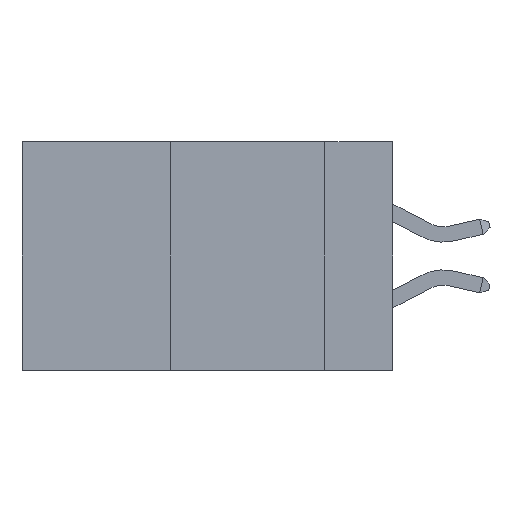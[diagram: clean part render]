
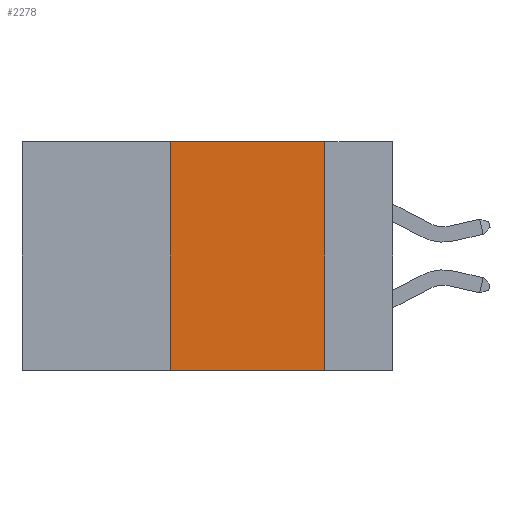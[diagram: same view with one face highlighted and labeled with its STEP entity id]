
A CAD part, left-side view. The second image highlights one B-rep face of the part: STEP entity #2278.
In plain terms, the highlighted planar face has unit normal (-1, 0, 0).
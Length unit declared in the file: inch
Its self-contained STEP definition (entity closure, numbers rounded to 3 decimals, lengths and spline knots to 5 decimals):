
#1877 = LINE ( 'NONE', #5184, #18330 ) ;
#2278 = ADVANCED_FACE ( 'NONE', ( #10826 ), #17498, .F. ) ;
#4737 = CARTESIAN_POINT ( 'NONE',  ( 0., 0.36, 0. ) ) ;
#5184 = CARTESIAN_POINT ( 'NONE',  ( 0., 0.6, -0.37 ) ) ;
#5934 = VECTOR ( 'NONE', #6634, 39.37008 ) ;
#6010 = AXIS2_PLACEMENT_3D ( 'NONE', #8101, #12951, #8172 ) ;
#6165 = LINE ( 'NONE', #4737, #5934 ) ;
#6634 = DIRECTION ( 'NONE',  ( 0., 0., 1. ) ) ;
#6894 = EDGE_CURVE ( 'NONE', #19376, #11385, #1877, .T. ) ;
#7729 = CARTESIAN_POINT ( 'NONE',  ( 0., 0.11, 0. ) ) ;
#8101 = CARTESIAN_POINT ( 'NONE',  ( 0., 0.6, 0. ) ) ;
#8172 = DIRECTION ( 'NONE',  ( 0., 0., -1. ) ) ;
#8339 = EDGE_CURVE ( 'NONE', #19376, #16040, #6165, .T. ) ;
#10826 = FACE_OUTER_BOUND ( 'NONE', #18499, .T. ) ;
#10911 = EDGE_CURVE ( 'NONE', #13365, #11385, #15209, .T. ) ;
#11385 = VERTEX_POINT ( 'NONE', #17043 ) ;
#11458 = DIRECTION ( 'NONE',  ( 0., -1., 0. ) ) ;
#12141 = CARTESIAN_POINT ( 'NONE',  ( 0., 0.36, -0.37 ) ) ;
#12550 = VECTOR ( 'NONE', #11458, 39.37008 ) ;
#12951 = DIRECTION ( 'NONE',  ( 1., 0., 0. ) ) ;
#13132 = ORIENTED_EDGE ( 'NONE', *, *, #8339, .F. ) ;
#13365 = VERTEX_POINT ( 'NONE', #7729 ) ;
#13648 = DIRECTION ( 'NONE',  ( 0., 0., -1. ) ) ;
#13710 = VECTOR ( 'NONE', #13648, 39.37008 ) ;
#15209 = LINE ( 'NONE', #19843, #13710 ) ;
#15518 = EDGE_CURVE ( 'NONE', #16040, #13365, #16488, .T. ) ;
#16040 = VERTEX_POINT ( 'NONE', #16093 ) ;
#16070 = ORIENTED_EDGE ( 'NONE', *, *, #15518, .F. ) ;
#16093 = CARTESIAN_POINT ( 'NONE',  ( 0., 0.36, 0. ) ) ;
#16184 = DIRECTION ( 'NONE',  ( 0., -1., 0. ) ) ;
#16488 = LINE ( 'NONE', #19412, #12550 ) ;
#16849 = ORIENTED_EDGE ( 'NONE', *, *, #6894, .T. ) ;
#17043 = CARTESIAN_POINT ( 'NONE',  ( 0., 0.11, -0.37 ) ) ;
#17498 = PLANE ( 'NONE',  #6010 ) ;
#18330 = VECTOR ( 'NONE', #16184, 39.37008 ) ;
#18499 = EDGE_LOOP ( 'NONE', ( #20031, #16070, #13132, #16849 ) ) ;
#19376 = VERTEX_POINT ( 'NONE', #12141 ) ;
#19412 = CARTESIAN_POINT ( 'NONE',  ( 0., 0.6, 0. ) ) ;
#19843 = CARTESIAN_POINT ( 'NONE',  ( 0., 0.11, 0. ) ) ;
#20031 = ORIENTED_EDGE ( 'NONE', *, *, #10911, .F. ) ;
